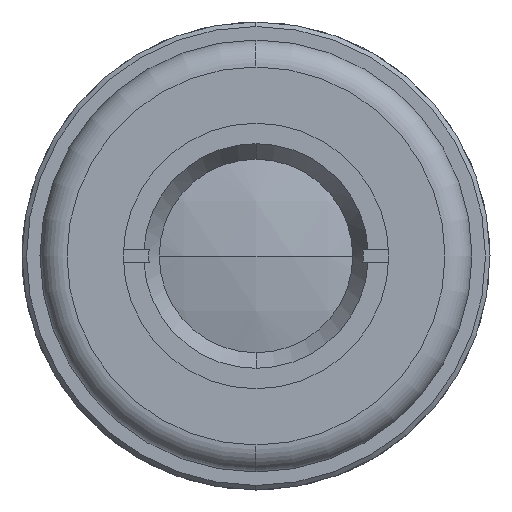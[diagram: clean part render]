
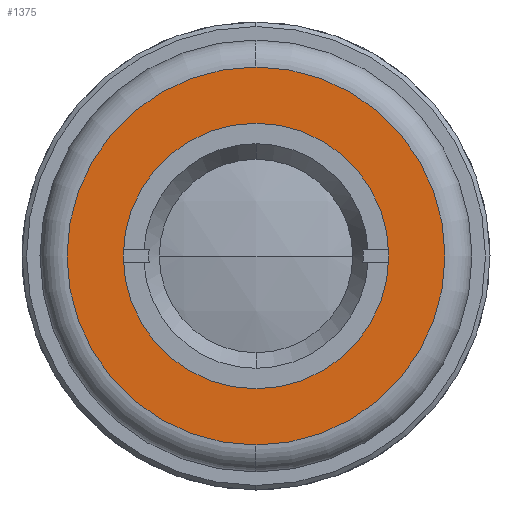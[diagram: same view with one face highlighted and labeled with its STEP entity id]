
A CAD part, left-side view. The second image highlights one B-rep face of the part: STEP entity #1375.
In plain terms, the highlighted planar face has unit normal (-1, 0, 0).
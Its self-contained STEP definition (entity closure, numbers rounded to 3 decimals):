
#92 = AXIS2_PLACEMENT_3D ( 'NONE', #1645, #744, #1417 ) ;
#113 = DIRECTION ( 'NONE',  ( -1., 0., 0. ) ) ;
#171 = AXIS2_PLACEMENT_3D ( 'NONE', #1091, #2915, #2931 ) ;
#261 = CARTESIAN_POINT ( 'NONE',  ( -33.9, 0., 14.75 ) ) ;
#265 = AXIS2_PLACEMENT_3D ( 'NONE', #312, #2119, #969 ) ;
#312 = CARTESIAN_POINT ( 'NONE',  ( -33.9, 0., 0. ) ) ;
#314 = CIRCLE ( 'NONE', #2965, 21. ) ;
#354 = VERTEX_POINT ( 'NONE', #607 ) ;
#600 = ORIENTED_EDGE ( 'NONE', *, *, #1028, .F. ) ;
#607 = CARTESIAN_POINT ( 'NONE',  ( -33.9, 0., -21. ) ) ;
#744 = DIRECTION ( 'NONE',  ( -1., 0., 0. ) ) ;
#842 = PLANE ( 'NONE',  #171 ) ;
#894 = EDGE_CURVE ( 'NONE', #2878, #354, #314, .T. ) ;
#969 = DIRECTION ( 'NONE',  ( 0., 0., 1. ) ) ;
#1000 = CARTESIAN_POINT ( 'NONE',  ( -33.9, 0., 21. ) ) ;
#1028 = EDGE_CURVE ( 'NONE', #2786, #2198, #2479, .T. ) ;
#1087 = ORIENTED_EDGE ( 'NONE', *, *, #1655, .T. ) ;
#1091 = CARTESIAN_POINT ( 'NONE',  ( -33.9, 24., 0. ) ) ;
#1183 = EDGE_CURVE ( 'NONE', #2198, #2786, #1228, .T. ) ;
#1228 = CIRCLE ( 'NONE', #92, 14.75 ) ;
#1308 = FACE_BOUND ( 'NONE', #2428, .T. ) ;
#1375 = ADVANCED_FACE ( 'NONE', ( #2716, #1308 ), #842, .F. ) ;
#1417 = DIRECTION ( 'NONE',  ( 0., 0., 1. ) ) ;
#1456 = DIRECTION ( 'NONE',  ( 0., 0., -1. ) ) ;
#1571 = CARTESIAN_POINT ( 'NONE',  ( -33.9, 0., 0. ) ) ;
#1588 = ORIENTED_EDGE ( 'NONE', *, *, #894, .T. ) ;
#1645 = CARTESIAN_POINT ( 'NONE',  ( -33.9, 0., 0. ) ) ;
#1655 = EDGE_CURVE ( 'NONE', #354, #2878, #2922, .T. ) ;
#1713 = ORIENTED_EDGE ( 'NONE', *, *, #1183, .F. ) ;
#1758 = AXIS2_PLACEMENT_3D ( 'NONE', #2647, #113, #1456 ) ;
#1769 = EDGE_LOOP ( 'NONE', ( #1087, #1588 ) ) ;
#1779 = DIRECTION ( 'NONE',  ( -1., 0., 0. ) ) ;
#2119 = DIRECTION ( 'NONE',  ( -1., 0., 0. ) ) ;
#2198 = VERTEX_POINT ( 'NONE', #2257 ) ;
#2257 = CARTESIAN_POINT ( 'NONE',  ( -33.9, 0., -14.75 ) ) ;
#2428 = EDGE_LOOP ( 'NONE', ( #600, #1713 ) ) ;
#2479 = CIRCLE ( 'NONE', #265, 14.75 ) ;
#2647 = CARTESIAN_POINT ( 'NONE',  ( -33.9, 0., 0. ) ) ;
#2716 = FACE_OUTER_BOUND ( 'NONE', #1769, .T. ) ;
#2768 = DIRECTION ( 'NONE',  ( 0., 0., -1. ) ) ;
#2786 = VERTEX_POINT ( 'NONE', #261 ) ;
#2878 = VERTEX_POINT ( 'NONE', #1000 ) ;
#2915 = DIRECTION ( 'NONE',  ( 1., 0., 0. ) ) ;
#2922 = CIRCLE ( 'NONE', #1758, 21. ) ;
#2931 = DIRECTION ( 'NONE',  ( 0., 0., -1. ) ) ;
#2965 = AXIS2_PLACEMENT_3D ( 'NONE', #1571, #1779, #2768 ) ;
